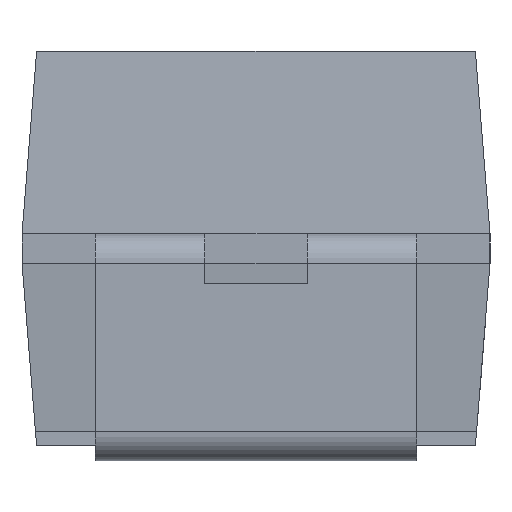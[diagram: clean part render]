
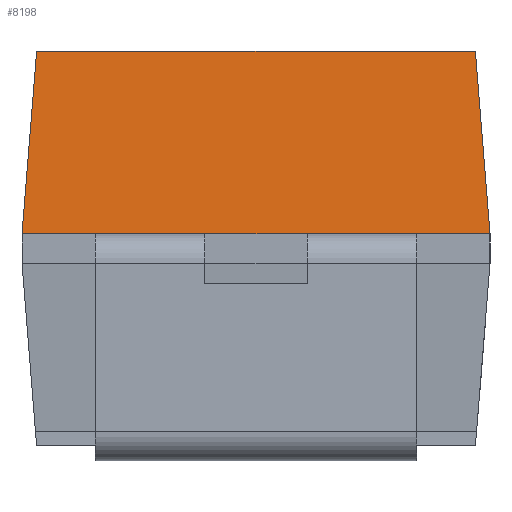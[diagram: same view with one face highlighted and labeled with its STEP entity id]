
A CAD part, left-side view. The second image highlights one B-rep face of the part: STEP entity #8198.
In plain terms, the highlighted planar face has unit normal (-0.997, 0, 0.08).
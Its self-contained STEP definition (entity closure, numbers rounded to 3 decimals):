
#37 = EDGE_CURVE ( 'NONE', #13233, #8532, #9300, .T. ) ;
#53 = CARTESIAN_POINT ( 'NONE',  ( -2.8, -1.6, 0.1 ) ) ;
#339 = DIRECTION ( 'NONE',  ( 0., 1., 0. ) ) ;
#497 = CARTESIAN_POINT ( 'NONE',  ( -2.8, 1.1, 0.1 ) ) ;
#631 = CARTESIAN_POINT ( 'NONE',  ( -2.683, 1.483, 1.563 ) ) ;
#716 = CARTESIAN_POINT ( 'NONE',  ( -2.8, 1.6, 0.1 ) ) ;
#754 = LINE ( 'NONE', #7089, #2575 ) ;
#1132 = CARTESIAN_POINT ( 'NONE',  ( -2.8, -1.1, 0.1 ) ) ;
#1462 = EDGE_CURVE ( 'NONE', #2884, #6981, #4997, .T. ) ;
#1500 = CARTESIAN_POINT ( 'NONE',  ( -2.8, 1.6, 0.1 ) ) ;
#1696 = VECTOR ( 'NONE', #339, 1000. ) ;
#1955 = VERTEX_POINT ( 'NONE', #7663 ) ;
#1959 = EDGE_CURVE ( 'NONE', #7600, #2884, #6541, .T. ) ;
#2064 = DIRECTION ( 'NONE',  ( -0.079, -0.079, -0.994 ) ) ;
#2495 = CARTESIAN_POINT ( 'NONE',  ( -2.8, -1.1, 0.1 ) ) ;
#2575 = VECTOR ( 'NONE', #3877, 1000. ) ;
#2884 = VERTEX_POINT ( 'NONE', #497 ) ;
#2981 = ORIENTED_EDGE ( 'NONE', *, *, #6397, .F. ) ;
#3091 = AXIS2_PLACEMENT_3D ( 'NONE', #3680, #3373, #13068 ) ;
#3109 = VECTOR ( 'NONE', #12942, 1000. ) ;
#3373 = DIRECTION ( 'NONE',  ( -0.997, 0., 0.08 ) ) ;
#3542 = ORIENTED_EDGE ( 'NONE', *, *, #9335, .F. ) ;
#3680 = CARTESIAN_POINT ( 'NONE',  ( -2.7, 0., 1.35 ) ) ;
#3692 = LINE ( 'NONE', #716, #11569 ) ;
#3877 = DIRECTION ( 'NONE',  ( 0., -1., 0. ) ) ;
#3993 = CARTESIAN_POINT ( 'NONE',  ( -2.7, 1.5, 1.35 ) ) ;
#4093 = PLANE ( 'NONE',  #3091 ) ;
#4172 = EDGE_CURVE ( 'NONE', #7268, #7600, #10900, .T. ) ;
#4327 = ORIENTED_EDGE ( 'NONE', *, *, #1959, .F. ) ;
#4462 = DIRECTION ( 'NONE',  ( 0., 1., 0. ) ) ;
#4522 = VECTOR ( 'NONE', #9148, 1000. ) ;
#4997 = LINE ( 'NONE', #9269, #13548 ) ;
#6079 = ORIENTED_EDGE ( 'NONE', *, *, #11208, .F. ) ;
#6397 = EDGE_CURVE ( 'NONE', #10046, #13233, #754, .T. ) ;
#6526 = FACE_OUTER_BOUND ( 'NONE', #11635, .T. ) ;
#6541 = LINE ( 'NONE', #1132, #3109 ) ;
#6981 = VERTEX_POINT ( 'NONE', #1500 ) ;
#7089 = CARTESIAN_POINT ( 'NONE',  ( -2.7, -1.6, 1.35 ) ) ;
#7268 = VERTEX_POINT ( 'NONE', #10105 ) ;
#7375 = CARTESIAN_POINT ( 'NONE',  ( -2.7, -1.5, 1.35 ) ) ;
#7514 = CARTESIAN_POINT ( 'NONE',  ( -2.691, -1.491, 1.468 ) ) ;
#7600 = VERTEX_POINT ( 'NONE', #9309 ) ;
#7663 = CARTESIAN_POINT ( 'NONE',  ( -2.8, -1.1, 0.1 ) ) ;
#7868 = LINE ( 'NONE', #12096, #1696 ) ;
#8198 = ADVANCED_FACE ( 'NONE', ( #6526 ), #4093, .T. ) ;
#8532 = VERTEX_POINT ( 'NONE', #53 ) ;
#8780 = ORIENTED_EDGE ( 'NONE', *, *, #4172, .F. ) ;
#9058 = ORIENTED_EDGE ( 'NONE', *, *, #37, .F. ) ;
#9148 = DIRECTION ( 'NONE',  ( -0.079, 0.079, -0.994 ) ) ;
#9269 = CARTESIAN_POINT ( 'NONE',  ( -2.8, 1.6, 0.1 ) ) ;
#9300 = LINE ( 'NONE', #7514, #12611 ) ;
#9309 = CARTESIAN_POINT ( 'NONE',  ( -2.8, 0.35, 0.1 ) ) ;
#9335 = EDGE_CURVE ( 'NONE', #8532, #1955, #3692, .T. ) ;
#9695 = VECTOR ( 'NONE', #4462, 1000. ) ;
#10046 = VERTEX_POINT ( 'NONE', #3993 ) ;
#10105 = CARTESIAN_POINT ( 'NONE',  ( -2.8, -0.35, 0.1 ) ) ;
#10123 = DIRECTION ( 'NONE',  ( 0., 1., 0. ) ) ;
#10464 = ORIENTED_EDGE ( 'NONE', *, *, #1462, .F. ) ;
#10900 = LINE ( 'NONE', #2495, #9695 ) ;
#11208 = EDGE_CURVE ( 'NONE', #1955, #7268, #7868, .T. ) ;
#11435 = DIRECTION ( 'NONE',  ( 0., 1., 0. ) ) ;
#11569 = VECTOR ( 'NONE', #11435, 1000. ) ;
#11635 = EDGE_LOOP ( 'NONE', ( #13637, #10464, #4327, #8780, #6079, #3542, #9058, #2981 ) ) ;
#11761 = EDGE_CURVE ( 'NONE', #10046, #6981, #13223, .T. ) ;
#12096 = CARTESIAN_POINT ( 'NONE',  ( -2.8, -1.1, 0.1 ) ) ;
#12611 = VECTOR ( 'NONE', #2064, 1000. ) ;
#12942 = DIRECTION ( 'NONE',  ( 0., 1., 0. ) ) ;
#13068 = DIRECTION ( 'NONE',  ( 0., 1., 0. ) ) ;
#13223 = LINE ( 'NONE', #631, #4522 ) ;
#13233 = VERTEX_POINT ( 'NONE', #7375 ) ;
#13548 = VECTOR ( 'NONE', #10123, 1000. ) ;
#13637 = ORIENTED_EDGE ( 'NONE', *, *, #11761, .T. ) ;
